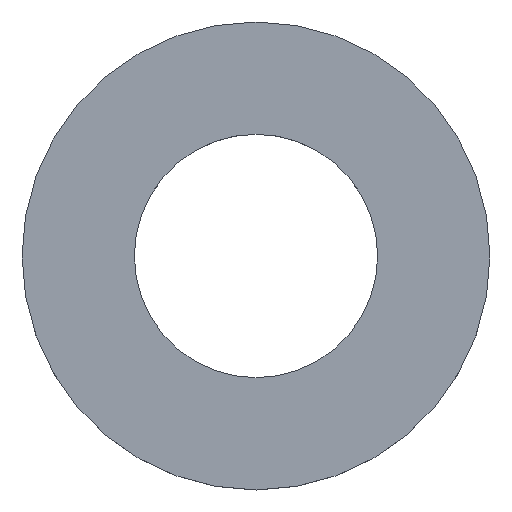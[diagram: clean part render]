
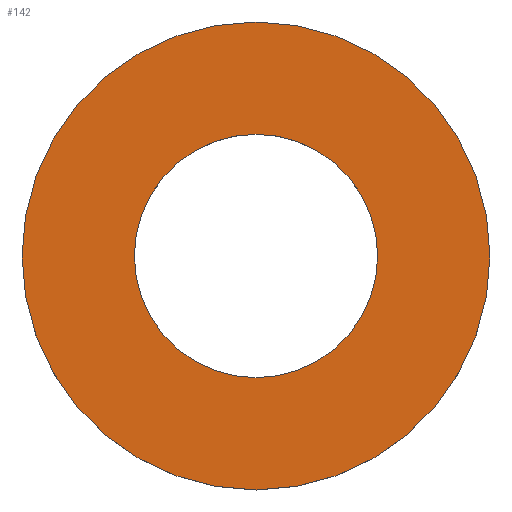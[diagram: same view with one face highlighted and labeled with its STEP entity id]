
A CAD part, top view. The second image highlights one B-rep face of the part: STEP entity #142.
In plain terms, the highlighted planar face has unit normal (0, 0, 1).
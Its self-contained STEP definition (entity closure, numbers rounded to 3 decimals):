
#10 = CIRCLE ( 'NONE', #154, 5. ) ;
#19 = DIRECTION ( 'NONE',  ( 0., 0., 1. ) ) ;
#25 = CARTESIAN_POINT ( 'NONE',  ( 0., 0., 1. ) ) ;
#28 = DIRECTION ( 'NONE',  ( 0., 0., -1. ) ) ;
#35 = DIRECTION ( 'NONE',  ( 0., 0., 1. ) ) ;
#37 = ORIENTED_EDGE ( 'NONE', *, *, #146, .T. ) ;
#43 = VERTEX_POINT ( 'NONE', #138 ) ;
#51 = CARTESIAN_POINT ( 'NONE',  ( 0., 0., 1. ) ) ;
#54 = DIRECTION ( 'NONE',  ( -1., 0., 0. ) ) ;
#56 = DIRECTION ( 'NONE',  ( 0., 0., -1. ) ) ;
#58 = VERTEX_POINT ( 'NONE', #105 ) ;
#71 = EDGE_CURVE ( 'NONE', #43, #58, #186, .T. ) ;
#76 = ORIENTED_EDGE ( 'NONE', *, *, #194, .T. ) ;
#80 = EDGE_CURVE ( 'NONE', #58, #43, #87, .T. ) ;
#87 = CIRCLE ( 'NONE', #114, 2.6 ) ;
#94 = DIRECTION ( 'NONE',  ( -1., 0., 0. ) ) ;
#99 = AXIS2_PLACEMENT_3D ( 'NONE', #25, #19, #148 ) ;
#105 = CARTESIAN_POINT ( 'NONE',  ( -2.6, 0., 1. ) ) ;
#106 = DIRECTION ( 'NONE',  ( 0., 0., 1. ) ) ;
#110 = DIRECTION ( 'NONE',  ( -1., 0., 0. ) ) ;
#114 = AXIS2_PLACEMENT_3D ( 'NONE', #122, #28, #110 ) ;
#122 = CARTESIAN_POINT ( 'NONE',  ( 0., 0., 1. ) ) ;
#129 = CARTESIAN_POINT ( 'NONE',  ( 0., 0., 1. ) ) ;
#132 = FACE_BOUND ( 'NONE', #156, .T. ) ;
#135 = AXIS2_PLACEMENT_3D ( 'NONE', #129, #106, #196 ) ;
#138 = CARTESIAN_POINT ( 'NONE',  ( 2.6, 0., 1. ) ) ;
#142 = ADVANCED_FACE ( 'NONE', ( #202, #132 ), #199, .T. ) ;
#146 = EDGE_CURVE ( 'NONE', #188, #172, #10, .T. ) ;
#148 = DIRECTION ( 'NONE',  ( -1., 0., 0. ) ) ;
#154 = AXIS2_PLACEMENT_3D ( 'NONE', #51, #35, #54 ) ;
#156 = EDGE_LOOP ( 'NONE', ( #191, #198 ) ) ;
#162 = CARTESIAN_POINT ( 'NONE',  ( 5., 0., 1. ) ) ;
#166 = CARTESIAN_POINT ( 'NONE',  ( -5., 0., 1. ) ) ;
#168 = AXIS2_PLACEMENT_3D ( 'NONE', #206, #56, #94 ) ;
#172 = VERTEX_POINT ( 'NONE', #166 ) ;
#186 = CIRCLE ( 'NONE', #168, 2.6 ) ;
#187 = CIRCLE ( 'NONE', #99, 5. ) ;
#188 = VERTEX_POINT ( 'NONE', #162 ) ;
#191 = ORIENTED_EDGE ( 'NONE', *, *, #80, .T. ) ;
#194 = EDGE_CURVE ( 'NONE', #172, #188, #187, .T. ) ;
#196 = DIRECTION ( 'NONE',  ( 1., 0., 0. ) ) ;
#198 = ORIENTED_EDGE ( 'NONE', *, *, #71, .T. ) ;
#199 = PLANE ( 'NONE',  #135 ) ;
#202 = FACE_OUTER_BOUND ( 'NONE', #205, .T. ) ;
#205 = EDGE_LOOP ( 'NONE', ( #76, #37 ) ) ;
#206 = CARTESIAN_POINT ( 'NONE',  ( 0., 0., 1. ) ) ;
